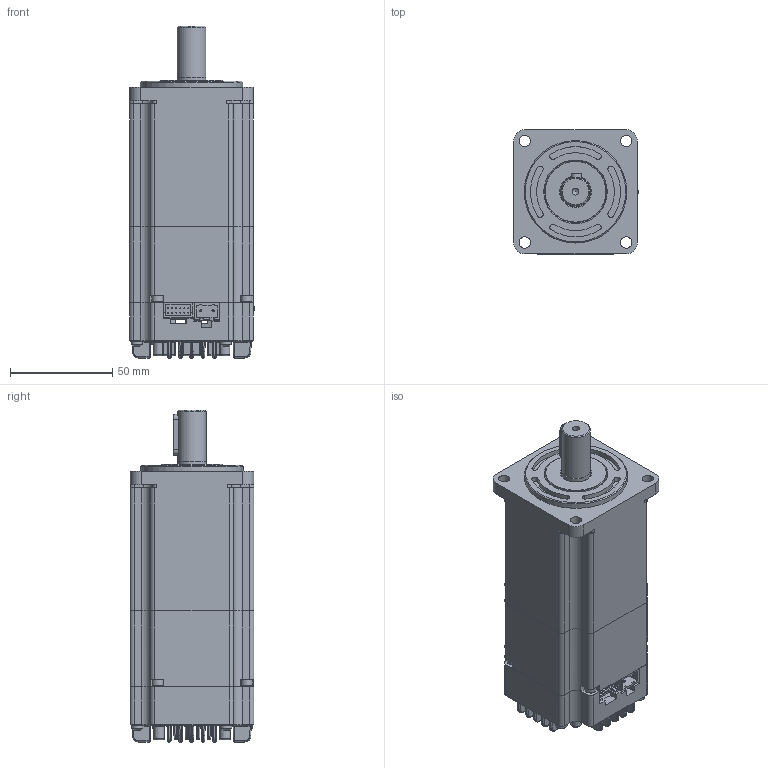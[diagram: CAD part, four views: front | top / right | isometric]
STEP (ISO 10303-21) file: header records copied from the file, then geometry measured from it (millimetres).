
FILE_DESCRIPTION (( 'STEP AP203' ), '1' );
FILE_NAME ('MD60AIS132-48-C01330-B1-5-1R-Z.STEP', '2025-03-13T06:23:00', ( '¼¼Êõ03' ), ( 'HP Inc.' ), 'SwSTEP 2.0', 'SolidWorks 2020', '' );
FILE_SCHEMA (( 'CONFIG_CONTROL_DESIGN' ));
Products named in the file (1): MD60AIS132-48-C01330-B1-5-1R-Z
Bounding box: 60.99 x 60.5 x 162 mm (x, y, z)
Surface area: 96441 mm2 (no closed solid volume)
Topology: 0 solids, 23 shells, 2203 faces, 5266 edges, 3211 vertices
Faces by surface type: plane 895, cylinder 743, bspline 314, sphere 133, cone 76, torus 42
Full cylindrical faces by diameter (mm): 0.5 x28, 1 x2, 2.5 x24, 2.598 x4, 3 x10, 3.3 x1, 3.4 x4, 3.6 x4, 5.5 x8, 5.6 x4, 8 x1, 10 x1, 12 x1, 14 x1, 14.1 x1, 14.2 x1, 15 x2, 17 x1, 19 x1, 20 x1, 22 x1, 26 x1, 30 x2, 35 x1, 50 x1, 53 x1, 54 x1, 55.7 x1, 56.5 x1, 57.8 x1
Entity records: 68605 total; most frequent: CARTESIAN_POINT 20701, ORIENTED_EDGE 9992, DIRECTION 9548, EDGE_CURVE 5009, AXIS2_PLACEMENT_3D 3349, VERTEX_POINT 3142, LINE 2850, VECTOR 2850
